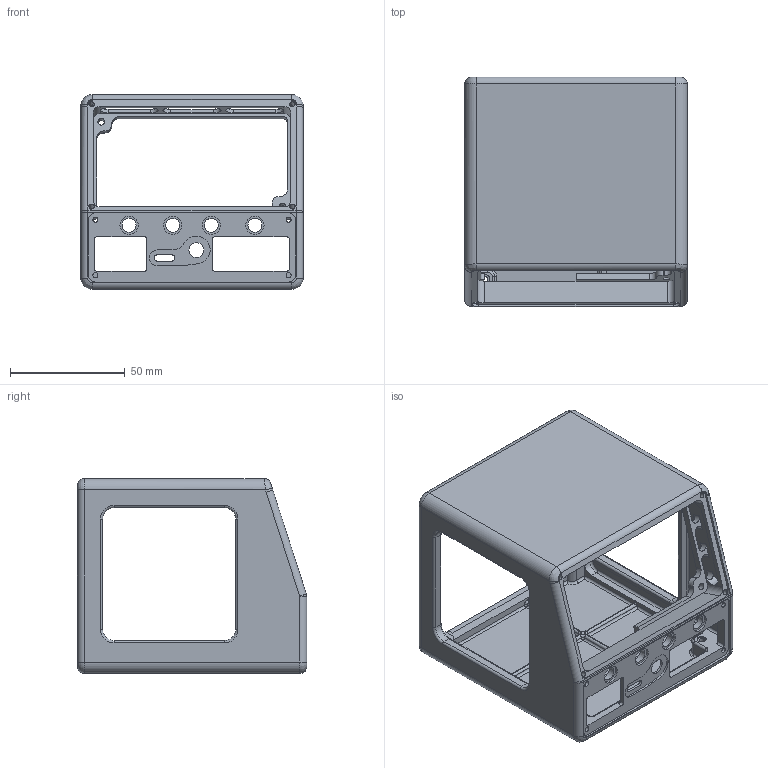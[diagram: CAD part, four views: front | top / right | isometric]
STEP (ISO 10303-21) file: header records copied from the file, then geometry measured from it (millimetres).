
FILE_DESCRIPTION(('FreeCAD Model'),'2;1');
FILE_NAME('Open CASCADE Shape Model','2025-12-24T09:18:47',(''),(''), 'Open CASCADE STEP processor 7.8','FreeCAD','Unknown');
FILE_SCHEMA(('AUTOMOTIVE_DESIGN { 1 0 10303 214 1 1 1 1 }'));
Length unit declared in the file: millimetre
Products named in the file (1): Main
Bounding box: 97 x 99.96 x 85 mm (x, y, z)
Volume: 60358.4 mm3; surface area: 69822.8 mm2
Topology: 1 solids, 1 shells, 517 faces, 1332 edges, 801 vertices
Faces by surface type: cylinder 256, plane 189, torus 44, sphere 16, bspline 6, revolution 6
Full cylindrical faces by diameter (mm): 2.2 x12, 3 x6, 4.05 x4, 4.2 x4, 6.1 x4, 6.5 x1, 8 x4
Entity records: 16946 total; most frequent: CARTESIAN_POINT 4085, DIRECTION 2804, ORIENTED_EDGE 2628, EDGE_CURVE 1314, AXIS2_PLACEMENT_3D 1030, VERTEX_POINT 801, LINE 738, VECTOR 738
